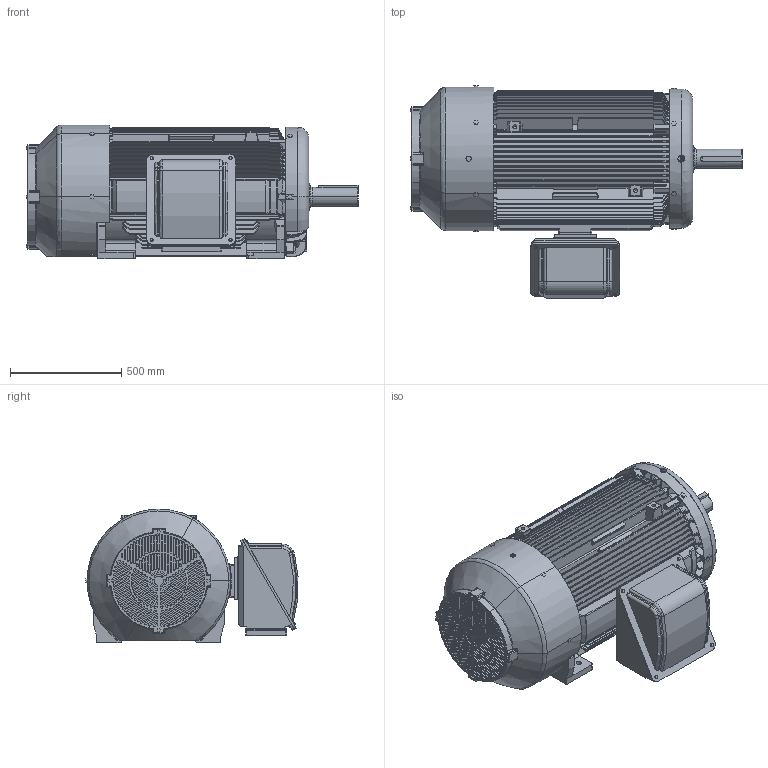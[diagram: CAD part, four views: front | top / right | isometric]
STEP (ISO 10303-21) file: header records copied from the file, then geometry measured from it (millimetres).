
FILE_DESCRIPTION (( 'STEP AP203' ), '1' );
FILE_NAME ('449T(X).STEP', '2021-02-18T05:55:14', ( '' ), ( '' ), 'SwSTEP 2.0', 'SolidWorks 2020', '' );
FILE_SCHEMA (( 'CONFIG_CONTROL_DESIGN' ));
Products named in the file (3): 3A407G1170002.catpart; AEHH8N 11- Superframe 449T .step; 449T(X)
Assembly tree (2 placements, depth 2):
  449T(X)
    AEHH8N 11- Superframe 449T .step
    3A407G1170002.catpart
Bounding box: 1495.2 x 954.91 x 602.4 mm (x, y, z)
Volume: 348510549.3 mm3; surface area: 10127878.3 mm2
Topology: 23 solids, 43 shells, 5072 faces, 12632 edges, 7785 vertices
Faces by surface type: cylinder 1948, plane 1820, bspline 805, cone 316, torus 159, sphere 24
Entity records: 210995 total; most frequent: CARTESIAN_POINT 100480, ORIENTED_EDGE 25064, DIRECTION 19019, EDGE_CURVE 12532, VERTEX_POINT 7785, AXIS2_PLACEMENT_3D 6661, LINE 5697, VECTOR 5697
